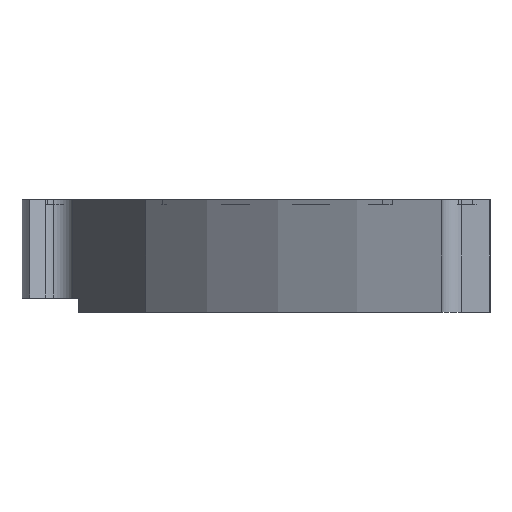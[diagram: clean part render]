
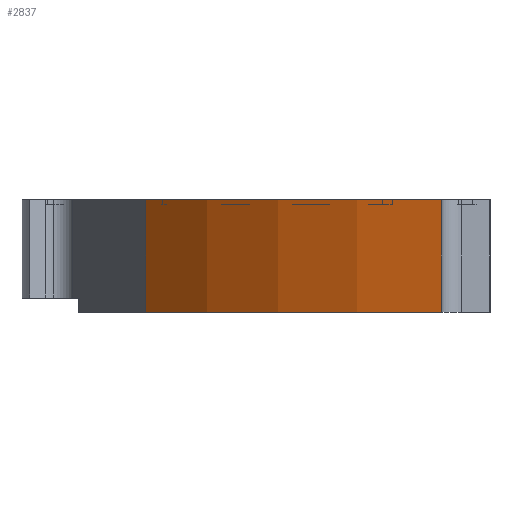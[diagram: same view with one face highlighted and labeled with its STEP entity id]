
A CAD part, left-side view. The second image highlights one B-rep face of the part: STEP entity #2837.
In plain terms, the highlighted cylindrical face has radius 5.687 mm (diameter 11.374 mm), a partial arc.
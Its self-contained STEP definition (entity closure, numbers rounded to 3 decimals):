
#568=CARTESIAN_POINT('POINT50',(-5.47,1.555,
   0.));
#569=VERTEX_POINT('VERTEX50',#568);
#576=CARTESIAN_POINT('POINT51',(-3.521,
   4.466,0.));
#577=VERTEX_POINT('VERTEX51',#576);
#578=CARTESIAN_POINT('POS58',(0.,0.,0.));
#579=DIRECTION('DIR95',(0.,0.,1.));
#580=DIRECTION('DIR96',(1.,0.,0.));
#581=AXIS2_PLACEMENT_3D('AXIS38',#578,#579,#580);
#582=CIRCLE('ELLIPSE22',#581,5.687);
#583=EDGE_CURVE('EDGE60',#569,#577,#582,.F.);
#2170=CARTESIAN_POINT('POINT172',(-3.521,
   4.466,1.107));
#2171=VERTEX_POINT('VERTEX172',#2170);
#2172=CARTESIAN_POINT('POS230',(-3.521,
   4.466,0.));
#2173=DIRECTION('DIR351',(0.,0.,1.));
#2174=VECTOR('VEC109',#2173,1.);
#2175=LINE('STRAIGHT109',#2172,#2174);
#2176=EDGE_CURVE('EDGE225',#577,#2171,#2175,.T.);
#2797=CARTESIAN_POINT('POINT208',(-5.47,1.555,
   1.107));
#2798=VERTEX_POINT('VERTEX208',#2797);
#2805=CARTESIAN_POINT('POS306',(-5.47,1.555,
   0.));
#2806=DIRECTION('DIR463',(0.,0.,1.));
#2807=VECTOR('VEC149',#2806,1.);
#2808=LINE('STRAIGHT149',#2805,#2807);
#2809=EDGE_CURVE('EDGE285',#2798,#569,#2808,.F.);
#2820=ORIENTED_EDGE('COEDGE431',*,*,#583,.F.);
#2821=ORIENTED_EDGE('COEDGE432',*,*,#2809,.F.);
#2822=CARTESIAN_POINT('POS308',(0.,0.,1.107));
#2823=DIRECTION('DIR466',(0.,0.,1.));
#2824=DIRECTION('DIR467',(1.,0.,0.));
#2825=AXIS2_PLACEMENT_3D('AXIS159',#2822,#2823,#2824);
#2826=CIRCLE('ELLIPSE85',#2825,5.687);
#2827=EDGE_CURVE('EDGE286',#2171,#2798,#2826,.T.);
#2828=ORIENTED_EDGE('COEDGE433',*,*,#2827,.F.);
#2829=ORIENTED_EDGE('COEDGE434',*,*,#2176,.F.);
#2830=EDGE_LOOP('NONE',(#2820,#2821,#2828,#2829));
#2831=FACE_BOUND('LOOP1',#2830,.T.);
#2832=CARTESIAN_POINT('POS309',(0.,0.,0.));
#2833=DIRECTION('DIR468',(0.,0.,1.));
#2834=DIRECTION('DIR469',(1.,0.,0.));
#2835=AXIS2_PLACEMENT_3D('AXIS160',#2832,#2833,#2834);
#2836=CYLINDRICAL_SURFACE('CONE_SURF36',#2835,5.687);
#2837=ADVANCED_FACE('FACE97',(#2831),#2836,.T.);
